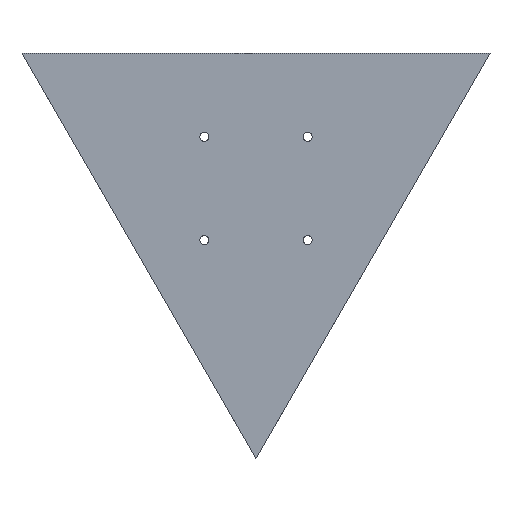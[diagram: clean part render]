
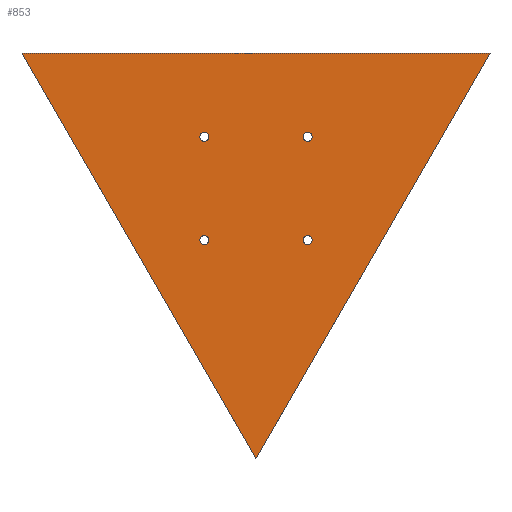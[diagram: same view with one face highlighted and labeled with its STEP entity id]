
A CAD part, front view. The second image highlights one B-rep face of the part: STEP entity #853.
In plain terms, the highlighted planar face has unit normal (0, -1, 0).
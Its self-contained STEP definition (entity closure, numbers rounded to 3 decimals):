
#21=FACE_BOUND('',#156,.T.);
#22=FACE_BOUND('',#157,.T.);
#23=FACE_BOUND('',#158,.T.);
#24=FACE_BOUND('',#159,.T.);
#64=CIRCLE('',#929,1.225);
#66=CIRCLE('',#932,1.225);
#68=CIRCLE('',#935,1.225);
#70=CIRCLE('',#938,1.225);
#107=FACE_OUTER_BOUND('',#155,.T.);
#155=EDGE_LOOP('',(#728,#729,#730));
#156=EDGE_LOOP('',(#731));
#157=EDGE_LOOP('',(#732));
#158=EDGE_LOOP('',(#733));
#159=EDGE_LOOP('',(#734));
#223=LINE('',#1347,#311);
#226=LINE('',#1353,#314);
#228=LINE('',#1356,#316);
#311=VECTOR('',#1101,10.);
#314=VECTOR('',#1106,10.);
#316=VECTOR('',#1110,10.);
#400=VERTEX_POINT('',#1341);
#402=VERTEX_POINT('',#1345);
#404=VERTEX_POINT('',#1351);
#411=VERTEX_POINT('',#1376);
#413=VERTEX_POINT('',#1382);
#415=VERTEX_POINT('',#1388);
#417=VERTEX_POINT('',#1394);
#503=EDGE_CURVE('',#400,#402,#223,.T.);
#506=EDGE_CURVE('',#402,#404,#226,.T.);
#508=EDGE_CURVE('',#404,#400,#228,.T.);
#519=EDGE_CURVE('',#411,#411,#64,.T.);
#522=EDGE_CURVE('',#413,#413,#66,.T.);
#525=EDGE_CURVE('',#415,#415,#68,.T.);
#528=EDGE_CURVE('',#417,#417,#70,.T.);
#728=ORIENTED_EDGE('',*,*,#508,.T.);
#729=ORIENTED_EDGE('',*,*,#503,.T.);
#730=ORIENTED_EDGE('',*,*,#506,.T.);
#731=ORIENTED_EDGE('',*,*,#519,.F.);
#732=ORIENTED_EDGE('',*,*,#522,.F.);
#733=ORIENTED_EDGE('',*,*,#525,.F.);
#734=ORIENTED_EDGE('',*,*,#528,.F.);
#811=PLANE('',#941);
#853=ADVANCED_FACE('',(#107,#21,#22,#23,#24),#811,.T.);
#929=AXIS2_PLACEMENT_3D('',#1378,#1130,#1131);
#932=AXIS2_PLACEMENT_3D('',#1384,#1137,#1138);
#935=AXIS2_PLACEMENT_3D('',#1390,#1144,#1145);
#938=AXIS2_PLACEMENT_3D('',#1396,#1151,#1152);
#941=AXIS2_PLACEMENT_3D('',#1410,#1163,#1164);
#1101=DIRECTION('',(0.5,0.,-0.866));
#1106=DIRECTION('',(0.5,0.,0.866));
#1110=DIRECTION('',(-1.,0.,0.));
#1130=DIRECTION('center_axis',(0.,-1.,0.));
#1131=DIRECTION('ref_axis',(1.,0.,0.));
#1137=DIRECTION('center_axis',(0.,-1.,0.));
#1138=DIRECTION('ref_axis',(1.,0.,0.));
#1144=DIRECTION('center_axis',(0.,-1.,0.));
#1145=DIRECTION('ref_axis',(1.,0.,0.));
#1151=DIRECTION('center_axis',(0.,-1.,0.));
#1152=DIRECTION('ref_axis',(1.,0.,0.));
#1163=DIRECTION('center_axis',(0.,-1.,0.));
#1164=DIRECTION('ref_axis',(0.,0.,-1.));
#1341=CARTESIAN_POINT('',(-63.22,0.,36.5));
#1345=CARTESIAN_POINT('',(0.,0.,-73.));
#1347=CARTESIAN_POINT('',(-63.22,0.,36.5));
#1351=CARTESIAN_POINT('',(63.22,0.,36.5));
#1353=CARTESIAN_POINT('',(0.,0.,-73.));
#1356=CARTESIAN_POINT('',(63.22,0.,36.5));
#1376=CARTESIAN_POINT('',(-15.175,0.,-13.95));
#1378=CARTESIAN_POINT('Origin',(-13.95,0.,-13.95));
#1382=CARTESIAN_POINT('',(12.725,0.,13.95));
#1384=CARTESIAN_POINT('Origin',(13.95,0.,13.95));
#1388=CARTESIAN_POINT('',(-15.175,0.,13.95));
#1390=CARTESIAN_POINT('Origin',(-13.95,0.,13.95));
#1394=CARTESIAN_POINT('',(12.725,0.,-13.95));
#1396=CARTESIAN_POINT('Origin',(13.95,0.,-13.95));
#1410=CARTESIAN_POINT('Origin',(0.,0.,-15.));
